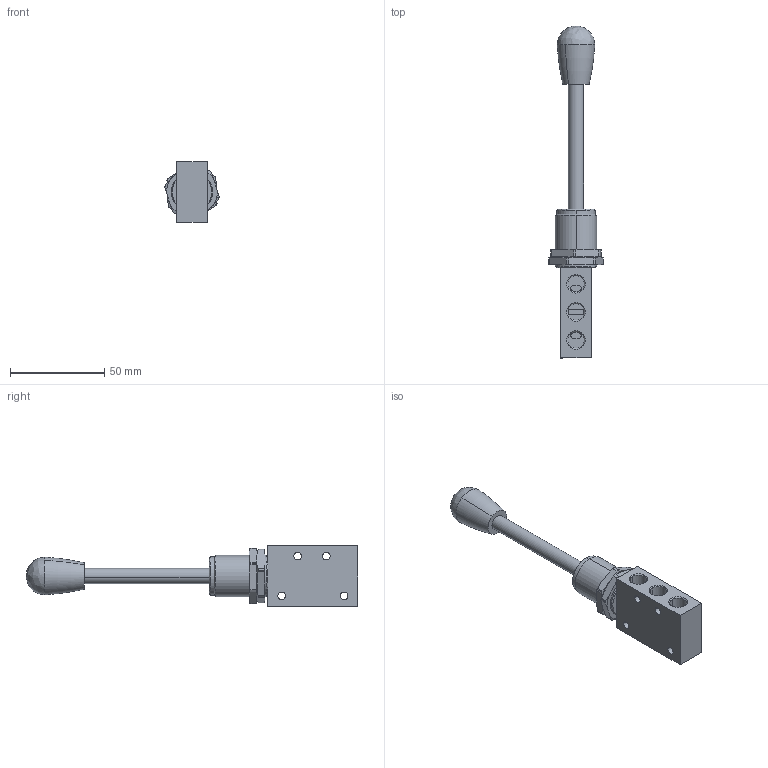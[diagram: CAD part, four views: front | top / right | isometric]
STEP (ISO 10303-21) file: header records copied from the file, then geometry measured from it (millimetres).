
FILE_DESCRIPTION (( 'STEP AP214' ), '1' );
FILE_NAME ('05_219_4.STEP', '2016-05-13T15:30:37', ( '' ), ( '' ), 'SwSTEP 2.0', 'SolidWorks 2016', '' );
FILE_SCHEMA (( 'AUTOMOTIVE_DESIGN' ));
Length unit declared in the file: millimetre
Products named in the file (1): 05_219_4
Bounding box: 28.88 x 176.25 x 32 mm (x, y, z)
Volume: 45023.2 mm3; surface area: 14871.8 mm2
Topology: 2 solids, 2 shells, 134 faces, 334 edges, 216 vertices
Faces by surface type: cylinder 48, cone 44, plane 39, torus 2, bspline 1
Entity records: 4378 total; most frequent: CARTESIAN_POINT 842, DIRECTION 702, ORIENTED_EDGE 664, EDGE_CURVE 332, AXIS2_PLACEMENT_3D 284, VERTEX_POINT 216, EDGE_LOOP 156, CIRCLE 150
